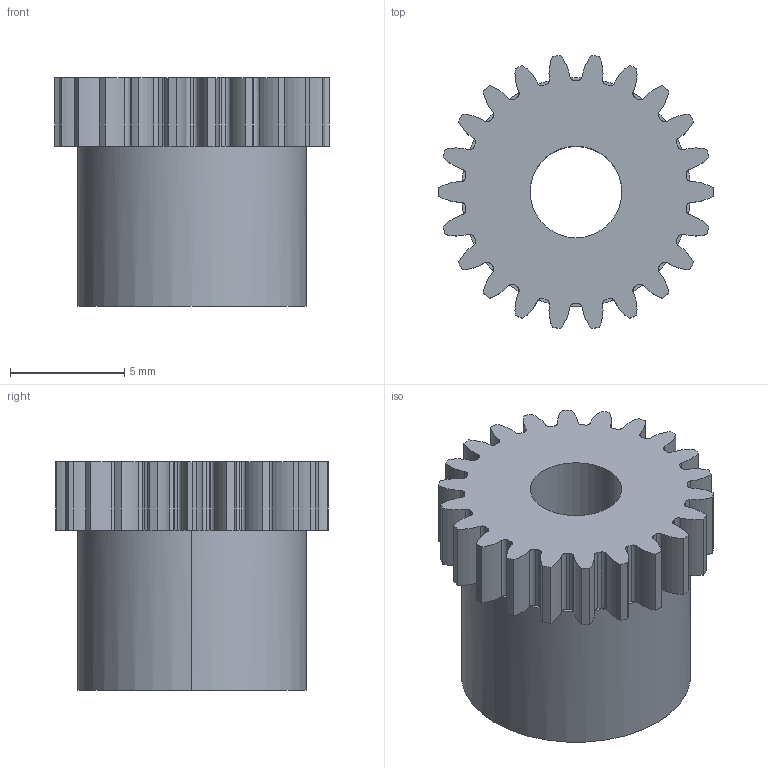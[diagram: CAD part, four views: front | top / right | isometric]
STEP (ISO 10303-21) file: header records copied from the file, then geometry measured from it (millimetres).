
FILE_DESCRIPTION (( 'STEP AP214' ), '1' );
FILE_NAME ('119-005-022.step', '2010-07-19T13:50:45', ( 'WMH Herion Antriebstechnik GmbH' ), ( 'WMH Herion Antriebstechnik GmbH' ), 'SwSTEP 2.0', 'SolidWorks 2010', '' );
FILE_SCHEMA (( 'AUTOMOTIVE_DESIGN' ));
Length unit declared in the file: millimetre
Products named in the file (1): 119-005-022
Bounding box: 12 x 11.92 x 10 mm (x, y, z)
Volume: 704.7 mm3; surface area: 714.6 mm2
Topology: 1 solids, 1 shells, 197 faces, 541 edges, 346 vertices
Faces by surface type: cylinder 151, plane 46
Entity records: 6491 total; most frequent: DIRECTION 1327, CARTESIAN_POINT 1085, ORIENTED_EDGE 1082, AXIS2_PLACEMENT_3D 588, EDGE_CURVE 541, CIRCLE 390, VERTEX_POINT 346, EDGE_LOOP 199
